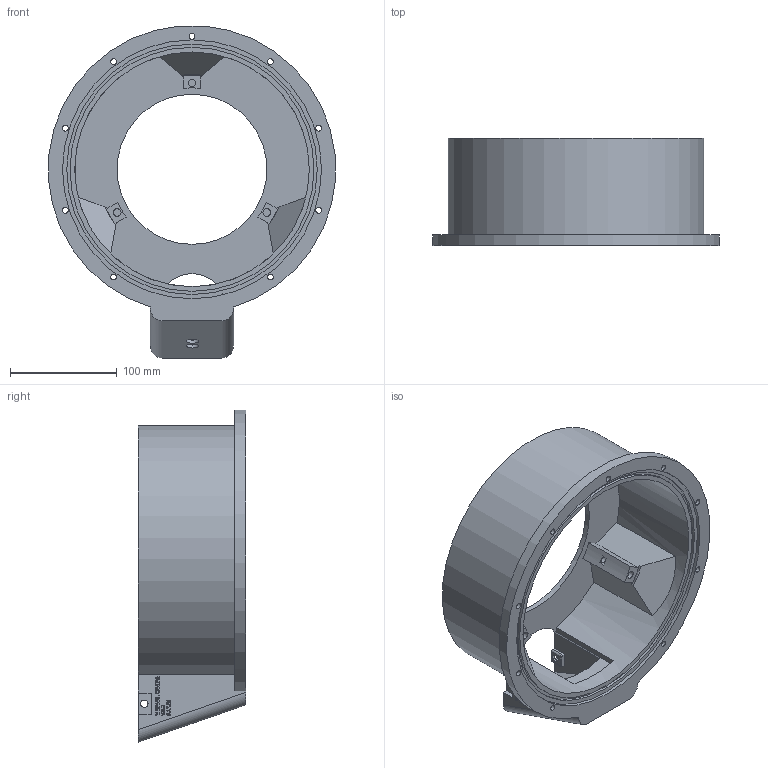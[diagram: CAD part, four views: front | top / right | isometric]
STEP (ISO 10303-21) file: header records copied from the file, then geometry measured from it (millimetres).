
FILE_DESCRIPTION(/* description */ (''),/* implementation_level */ '2;1');
FILE_NAME(/* name */ 'Cylinder Housing Camera v0.2.11.stp',/* time_stamp */ '2025-09-23T16:42:16-04:00',/* author */ ('mateo'),/* organization */ (''),/* preprocessor_version */ 'ST-DEVELOPER v20.1',/* originating_system */ 'Autodesk Inventor 2026',/* authorisation */ '');
FILE_SCHEMA (('AUTOMOTIVE_DESIGN { 1 0 10303 214 3 1 1 }'));
Length unit declared in the file: millimetre
Products named in the file (1): Cylinder Slidey Bit Housing Camera only v0.2.11
Bounding box: 269.35 x 100.5 x 311.61 mm (x, y, z)
Volume: 1282857.2 mm3; surface area: 260747 mm2
Topology: 1 solids, 1 shells, 485 faces, 1299 edges, 858 vertices
Faces by surface type: plane 337, bspline 98, cylinder 46, cone 4
Full cylindrical faces by diameter (mm): 5.5 x9, 7 x6, 7.125 x5, 12 x2, 140.75 x1, 220.25 x1, 229 x1, 235 x1, 243 x1
Entity records: 15637 total; most frequent: CARTESIAN_POINT 3909, ORIENTED_EDGE 2598, DIRECTION 2018, EDGE_CURVE 1299, LINE 968, VECTOR 968, VERTEX_POINT 855, EDGE_LOOP 564
